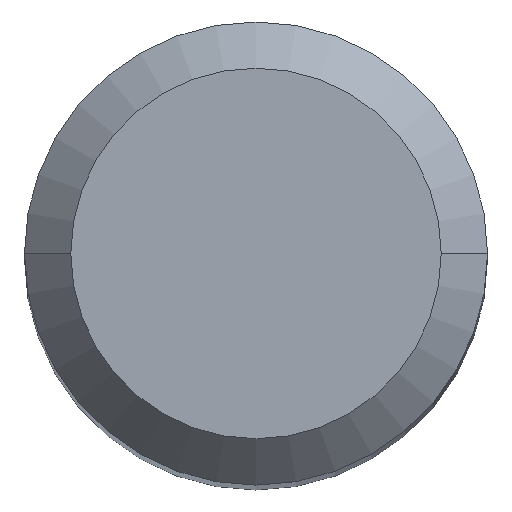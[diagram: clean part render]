
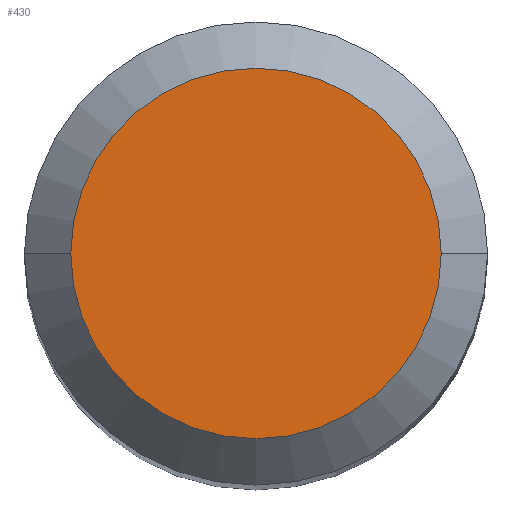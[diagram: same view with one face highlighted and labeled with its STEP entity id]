
A CAD part, top view. The second image highlights one B-rep face of the part: STEP entity #430.
In plain terms, the highlighted planar face has unit normal (0, 0, 1).
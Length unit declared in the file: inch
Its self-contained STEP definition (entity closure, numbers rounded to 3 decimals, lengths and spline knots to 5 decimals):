
#35 = CIRCLE ( 'NONE', #231, 0.09448 ) ;
#53 = DIRECTION ( 'NONE',  ( -1., 0., 0. ) ) ;
#69 = CARTESIAN_POINT ( 'NONE',  ( 0., 0., 0. ) ) ;
#99 = CARTESIAN_POINT ( 'NONE',  ( 0., 0., 0. ) ) ;
#120 = DIRECTION ( 'NONE',  ( 0., 0., -1. ) ) ;
#139 = ORIENTED_EDGE ( 'NONE', *, *, #217, .T. ) ;
#144 = CARTESIAN_POINT ( 'NONE',  ( 0.09448, 0., 0. ) ) ;
#145 = EDGE_CURVE ( 'NONE', #483, #332, #470, .T. ) ;
#152 = CARTESIAN_POINT ( 'NONE',  ( -0.09448, 0., 0. ) ) ;
#166 = ORIENTED_EDGE ( 'NONE', *, *, #145, .T. ) ;
#183 = DIRECTION ( 'NONE',  ( 0., 0., 1. ) ) ;
#197 = EDGE_LOOP ( 'NONE', ( #139, #166 ) ) ;
#217 = EDGE_CURVE ( 'NONE', #332, #483, #35, .T. ) ;
#231 = AXIS2_PLACEMENT_3D ( 'NONE', #69, #245, #479 ) ;
#245 = DIRECTION ( 'NONE',  ( 0., 0., 1. ) ) ;
#326 = DIRECTION ( 'NONE',  ( 1., 0., 0. ) ) ;
#332 = VERTEX_POINT ( 'NONE', #152 ) ;
#365 = CARTESIAN_POINT ( 'NONE',  ( 0., 0., 0. ) ) ;
#370 = FACE_OUTER_BOUND ( 'NONE', #197, .T. ) ;
#393 = PLANE ( 'NONE',  #471 ) ;
#423 = AXIS2_PLACEMENT_3D ( 'NONE', #365, #183, #326 ) ;
#430 = ADVANCED_FACE ( 'NONE', ( #370 ), #393, .F. ) ;
#470 = CIRCLE ( 'NONE', #423, 0.09448 ) ;
#471 = AXIS2_PLACEMENT_3D ( 'NONE', #99, #120, #53 ) ;
#479 = DIRECTION ( 'NONE',  ( 1., 0., 0. ) ) ;
#483 = VERTEX_POINT ( 'NONE', #144 ) ;
